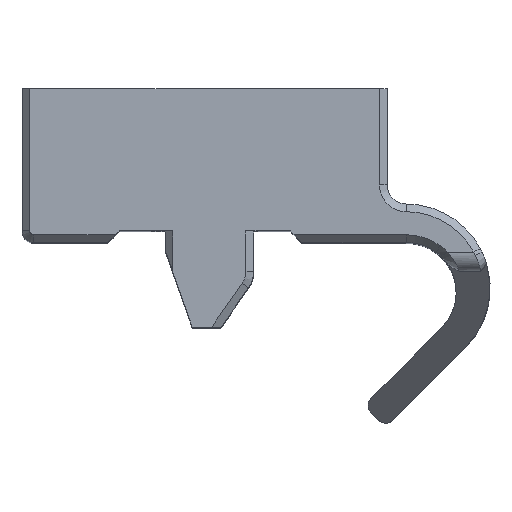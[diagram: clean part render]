
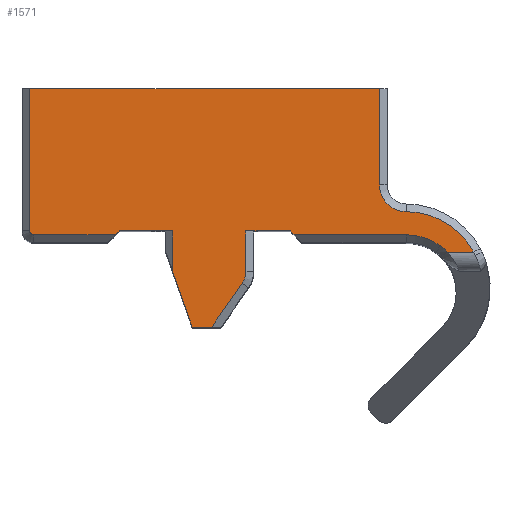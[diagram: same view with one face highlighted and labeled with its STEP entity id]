
A CAD part, top view. The second image highlights one B-rep face of the part: STEP entity #1571.
In plain terms, the highlighted planar face has unit normal (0, 0, 1).
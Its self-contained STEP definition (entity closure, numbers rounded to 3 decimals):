
#54=B_SPLINE_CURVE_WITH_KNOTS('',3,(#2568,#2569,#2570,#2571,#2572,#2573),
 .UNSPECIFIED.,.F.,.F.,(4,2,4),(0.483,0.51,0.526),
 .UNSPECIFIED.);
#118=CIRCLE('',#1699,2.986);
#120=CIRCLE('',#1704,1.1);
#121=CIRCLE('',#1705,3.952);
#122=CIRCLE('',#1706,1.4);
#123=CIRCLE('',#1707,0.2);
#168=FACE_OUTER_BOUND('',#256,.T.);
#256=EDGE_LOOP('',(#1208,#1209,#1210,#1211,#1212,#1213,#1214,#1215,#1216,
#1217,#1218,#1219,#1220,#1221,#1222,#1223,#1224,#1225,#1226,#1227,#1228));
#339=LINE('',#2277,#498);
#343=LINE('',#2286,#502);
#364=LINE('',#2394,#523);
#384=LINE('',#2458,#543);
#388=LINE('',#2465,#547);
#395=LINE('',#2582,#554);
#397=LINE('',#2586,#556);
#398=LINE('',#2590,#557);
#399=LINE('',#2591,#558);
#400=LINE('',#2593,#559);
#401=LINE('',#2599,#560);
#402=LINE('',#2601,#561);
#403=LINE('',#2603,#562);
#404=LINE('',#2606,#563);
#405=LINE('',#2607,#564);
#498=VECTOR('',#1831,10.);
#502=VECTOR('',#1839,10.);
#523=VECTOR('',#1898,10.);
#543=VECTOR('',#1950,10.);
#547=VECTOR('',#1956,10.);
#554=VECTOR('',#1973,10.);
#556=VECTOR('',#1977,10.);
#557=VECTOR('',#1980,10.);
#558=VECTOR('',#1981,10.);
#559=VECTOR('',#1982,10.);
#560=VECTOR('',#1987,10.);
#561=VECTOR('',#1988,10.);
#562=VECTOR('',#1989,10.);
#563=VECTOR('',#1992,10.);
#564=VECTOR('',#1993,10.);
#659=VERTEX_POINT('',#2274);
#660=VERTEX_POINT('',#2276);
#663=VERTEX_POINT('',#2284);
#692=VERTEX_POINT('',#2391);
#693=VERTEX_POINT('',#2393);
#715=VERTEX_POINT('',#2457);
#716=VERTEX_POINT('',#2461);
#717=VERTEX_POINT('',#2463);
#719=VERTEX_POINT('',#2468);
#720=VERTEX_POINT('',#2512);
#726=VERTEX_POINT('',#2581);
#727=VERTEX_POINT('',#2585);
#728=VERTEX_POINT('',#2587);
#729=VERTEX_POINT('',#2589);
#730=VERTEX_POINT('',#2592);
#731=VERTEX_POINT('',#2594);
#732=VERTEX_POINT('',#2596);
#733=VERTEX_POINT('',#2598);
#734=VERTEX_POINT('',#2600);
#735=VERTEX_POINT('',#2602);
#736=VERTEX_POINT('',#2604);
#819=EDGE_CURVE('',#660,#659,#339,.T.);
#824=EDGE_CURVE('',#659,#663,#343,.T.);
#863=EDGE_CURVE('',#693,#692,#364,.T.);
#893=EDGE_CURVE('',#660,#715,#384,.T.);
#897=EDGE_CURVE('',#717,#716,#388,.T.);
#899=EDGE_CURVE('',#719,#717,#118,.T.);
#908=EDGE_CURVE('',#720,#719,#54,.T.);
#910=EDGE_CURVE('',#726,#716,#395,.T.);
#912=EDGE_CURVE('',#727,#663,#397,.T.);
#913=EDGE_CURVE('',#728,#727,#120,.T.);
#914=EDGE_CURVE('',#729,#728,#398,.T.);
#915=EDGE_CURVE('',#729,#726,#399,.T.);
#916=EDGE_CURVE('',#730,#720,#400,.T.);
#917=EDGE_CURVE('',#731,#730,#121,.T.);
#918=EDGE_CURVE('',#732,#731,#122,.T.);
#919=EDGE_CURVE('',#733,#732,#401,.T.);
#920=EDGE_CURVE('',#733,#734,#402,.T.);
#921=EDGE_CURVE('',#735,#734,#403,.T.);
#922=EDGE_CURVE('',#736,#735,#123,.T.);
#923=EDGE_CURVE('',#693,#736,#404,.T.);
#924=EDGE_CURVE('',#692,#715,#405,.T.);
#1208=ORIENTED_EDGE('',*,*,#893,.F.);
#1209=ORIENTED_EDGE('',*,*,#819,.T.);
#1210=ORIENTED_EDGE('',*,*,#824,.T.);
#1211=ORIENTED_EDGE('',*,*,#912,.F.);
#1212=ORIENTED_EDGE('',*,*,#913,.F.);
#1213=ORIENTED_EDGE('',*,*,#914,.F.);
#1214=ORIENTED_EDGE('',*,*,#915,.T.);
#1215=ORIENTED_EDGE('',*,*,#910,.T.);
#1216=ORIENTED_EDGE('',*,*,#897,.F.);
#1217=ORIENTED_EDGE('',*,*,#899,.F.);
#1218=ORIENTED_EDGE('',*,*,#908,.F.);
#1219=ORIENTED_EDGE('',*,*,#916,.F.);
#1220=ORIENTED_EDGE('',*,*,#917,.F.);
#1221=ORIENTED_EDGE('',*,*,#918,.F.);
#1222=ORIENTED_EDGE('',*,*,#919,.F.);
#1223=ORIENTED_EDGE('',*,*,#920,.T.);
#1224=ORIENTED_EDGE('',*,*,#921,.F.);
#1225=ORIENTED_EDGE('',*,*,#922,.F.);
#1226=ORIENTED_EDGE('',*,*,#923,.F.);
#1227=ORIENTED_EDGE('',*,*,#863,.T.);
#1228=ORIENTED_EDGE('',*,*,#924,.T.);
#1507=PLANE('',#1703);
#1571=ADVANCED_FACE('',(#168),#1507,.T.);
#1699=AXIS2_PLACEMENT_3D('',#2470,#1960,#1961);
#1703=AXIS2_PLACEMENT_3D('',#2584,#1975,#1976);
#1704=AXIS2_PLACEMENT_3D('',#2588,#1978,#1979);
#1705=AXIS2_PLACEMENT_3D('',#2595,#1983,#1984);
#1706=AXIS2_PLACEMENT_3D('',#2597,#1985,#1986);
#1707=AXIS2_PLACEMENT_3D('',#2605,#1990,#1991);
#1831=DIRECTION('',(0.33,-0.944,0.));
#1839=DIRECTION('',(1.,0.,0.));
#1898=DIRECTION('',(0.707,0.707,0.));
#1950=DIRECTION('',(0.,1.,0.));
#1956=DIRECTION('',(-1.,0.,0.));
#1960=DIRECTION('center_axis',(0.,0.,1.));
#1961=DIRECTION('ref_axis',(-0.707,0.707,0.));
#1973=DIRECTION('',(0.707,-0.707,0.));
#1975=DIRECTION('center_axis',(0.,0.,1.));
#1976=DIRECTION('ref_axis',(1.,0.,0.));
#1977=DIRECTION('',(-0.574,-0.819,0.));
#1978=DIRECTION('center_axis',(0.,0.,-1.));
#1979=DIRECTION('ref_axis',(0.819,-0.574,0.));
#1980=DIRECTION('',(0.,-1.,0.));
#1981=DIRECTION('',(1.,0.,0.));
#1982=DIRECTION('',(-1.,0.,0.));
#1983=DIRECTION('center_axis',(0.,0.,-1.));
#1984=DIRECTION('ref_axis',(-0.707,0.707,0.));
#1985=DIRECTION('center_axis',(0.,0.,1.));
#1986=DIRECTION('ref_axis',(-0.707,-0.707,0.));
#1987=DIRECTION('',(0.,-1.,0.));
#1988=DIRECTION('',(-1.,0.,0.));
#1989=DIRECTION('',(0.,1.,0.));
#1990=DIRECTION('center_axis',(0.,0.,-1.));
#1991=DIRECTION('ref_axis',(-1.,0.,0.));
#1992=DIRECTION('',(-1.,0.,0.));
#1993=DIRECTION('',(1.,0.,0.));
#2274=CARTESIAN_POINT('',(-0.649,5.6,30.));
#2276=CARTESIAN_POINT('',(-1.65,8.458,30.));
#2277=CARTESIAN_POINT('',(-2.05,9.6,30.));
#2284=CARTESIAN_POINT('',(0.362,5.6,30.));
#2286=CARTESIAN_POINT('',(-0.649,5.6,30.));
#2391=CARTESIAN_POINT('',(-4.45,10.6,30.));
#2393=CARTESIAN_POINT('',(-4.65,10.4,30.));
#2394=CARTESIAN_POINT('',(-5.05,10.,30.));
#2457=CARTESIAN_POINT('',(-1.65,10.6,30.));
#2458=CARTESIAN_POINT('',(-1.65,12.3,30.));
#2461=CARTESIAN_POINT('',(4.65,10.4,30.));
#2463=CARTESIAN_POINT('',(10.5,10.4,30.));
#2465=CARTESIAN_POINT('',(2.525,10.4,30.));
#2468=CARTESIAN_POINT('',(12.265,9.823,30.));
#2470=CARTESIAN_POINT('Origin',(10.5,7.414,30.));
#2512=CARTESIAN_POINT('',(12.634,9.5,30.));
#2568=CARTESIAN_POINT('Ctrl Pts',(12.634,9.5,30.));
#2569=CARTESIAN_POINT('Ctrl Pts',(12.561,9.577,30.));
#2570=CARTESIAN_POINT('Ctrl Pts',(12.486,9.646,30.));
#2571=CARTESIAN_POINT('Ctrl Pts',(12.361,9.75,30.));
#2572=CARTESIAN_POINT('Ctrl Pts',(12.313,9.787,30.));
#2573=CARTESIAN_POINT('Ctrl Pts',(12.265,9.823,30.));
#2581=CARTESIAN_POINT('',(4.45,10.6,30.));
#2582=CARTESIAN_POINT('',(4.45,10.6,30.));
#2584=CARTESIAN_POINT('Origin',(0.,14.,30.));
#2585=CARTESIAN_POINT('',(1.951,7.869,30.));
#2586=CARTESIAN_POINT('',(2.356,8.448,30.));
#2587=CARTESIAN_POINT('',(2.15,8.5,30.));
#2588=CARTESIAN_POINT('Origin',(1.05,8.5,30.));
#2589=CARTESIAN_POINT('',(2.15,10.6,30.));
#2590=CARTESIAN_POINT('',(2.15,11.25,30.));
#2591=CARTESIAN_POINT('',(-4.45,10.6,30.));
#2592=CARTESIAN_POINT('',(13.991,9.5,30.));
#2593=CARTESIAN_POINT('',(1.275,9.5,30.));
#2594=CARTESIAN_POINT('',(10.5,11.6,30.));
#2595=CARTESIAN_POINT('Origin',(10.5,7.648,30.));
#2596=CARTESIAN_POINT('',(9.1,13.,30.));
#2597=CARTESIAN_POINT('Origin',(10.5,13.,30.));
#2598=CARTESIAN_POINT('',(9.1,18.,30.));
#2599=CARTESIAN_POINT('',(9.1,13.,30.));
#2600=CARTESIAN_POINT('',(-9.1,18.,30.));
#2601=CARTESIAN_POINT('',(9.5,18.,30.));
#2602=CARTESIAN_POINT('',(-9.1,10.6,30.));
#2603=CARTESIAN_POINT('',(-9.1,16.,30.));
#2604=CARTESIAN_POINT('',(-8.9,10.4,30.));
#2605=CARTESIAN_POINT('Origin',(-8.9,10.6,30.));
#2606=CARTESIAN_POINT('',(-4.45,10.4,30.));
#2607=CARTESIAN_POINT('',(-4.45,10.6,30.));
